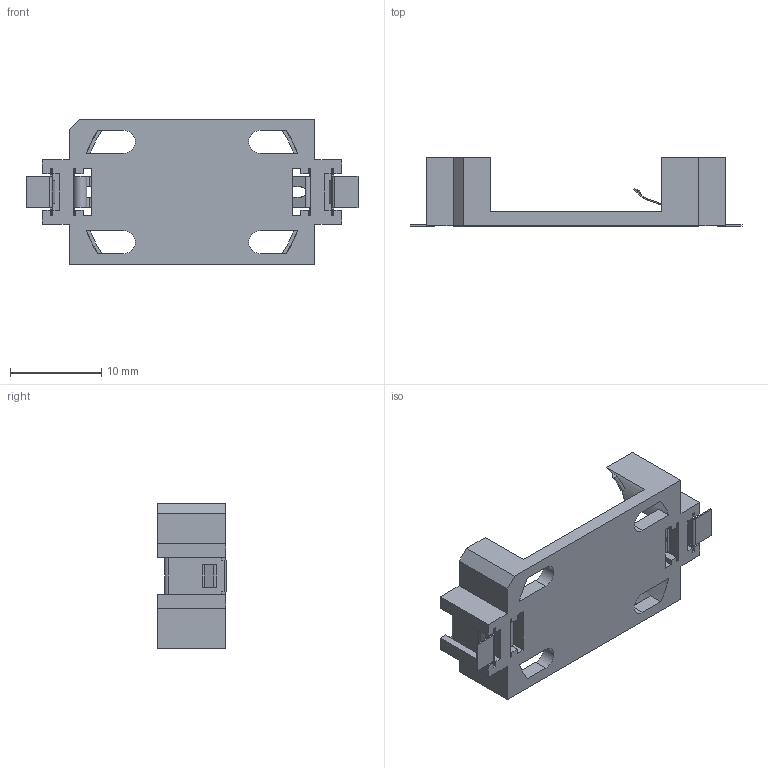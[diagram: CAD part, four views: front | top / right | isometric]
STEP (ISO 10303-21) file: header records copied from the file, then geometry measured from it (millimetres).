
FILE_DESCRIPTION (( 'STEP AP214' ), '1' );
FILE_NAME ('1052TR.STEP', '2019-05-12T13:35:18', ( '' ), ( '' ), 'SwSTEP 2.0', 'SolidWorks 2017', '' );
FILE_SCHEMA (( 'AUTOMOTIVE_DESIGN' ));
Length unit declared in the file: millimetre
Products named in the file (1): 1052TR
Bounding box: 36.4 x 7.52 x 16 mm (x, y, z)
Volume: 1113.5 mm3; surface area: 2141.1 mm2
Topology: 3 solids, 3 shells, 280 faces, 733 edges, 458 vertices
Faces by surface type: plane 216, cylinder 52, sphere 8, cone 4
Entity records: 8545 total; most frequent: CARTESIAN_POINT 1544, ORIENTED_EDGE 1466, DIRECTION 1407, EDGE_CURVE 733, VECTOR 573, LINE 573, VERTEX_POINT 458, AXIS2_PLACEMENT_3D 417
